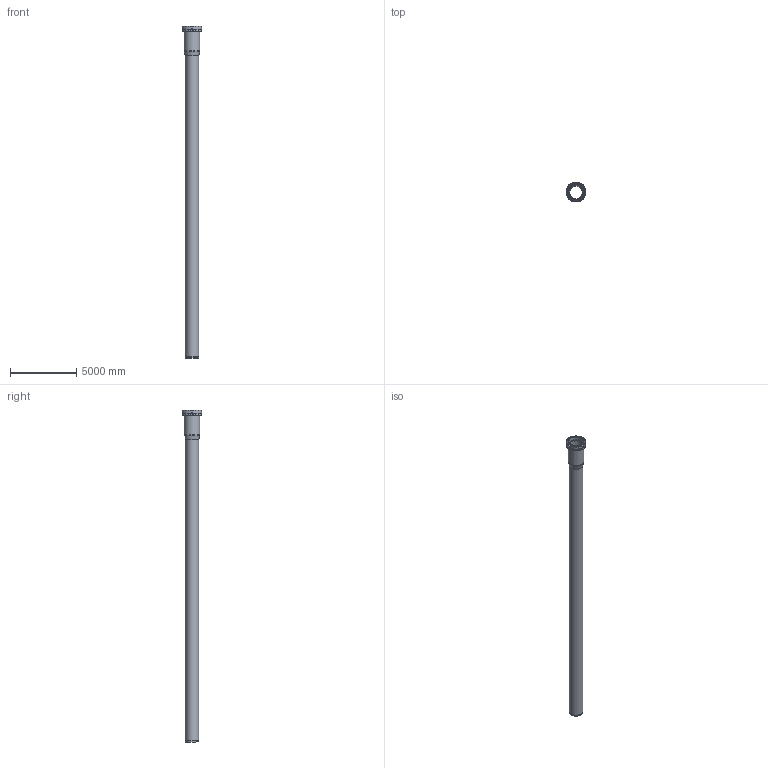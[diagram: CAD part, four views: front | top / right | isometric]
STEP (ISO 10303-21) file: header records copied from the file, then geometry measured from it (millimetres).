
FILE_DESCRIPTION(/* description */ (''),/* implementation_level */ '2;1');
FILE_NAME(/* name */ '16721.100X_3D.stp',/* time_stamp */ '2024-12-12T07:37:42+01:00',/* author */ ('CAD'),/* organization */ (''),/* preprocessor_version */ 'ST-DEVELOPER v20',/* originating_system */ 'AutoCAD Mechanical',/* authorisation */ '');
FILE_SCHEMA (('AUTOMOTIVE_DESIGN { 1 0 10303 214 3 1 1 }'));
Length unit declared in the file: centimetre
Products named in the file (2): Product; *S0
Assembly tree (1 placements, depth 2):
  Product
    *S0
Bounding box: 1500 x 1500 x 25000 mm (x, y, z)
Volume: 1763580693.8 mm3; surface area: 166117951.2 mm2
Topology: 3 solids, 3 shells, 432 faces, 1154 edges, 753 vertices
Faces by surface type: cylinder 173, plane 170, torus 57, cone 32
Full cylindrical faces by diameter (mm): 980 x1, 1020 x1, 1080 x1, 1160 x1, 1200 x1, 1290 x2, 1500 x2
Entity records: 14995 total; most frequent: CARTESIAN_POINT 3974, DIRECTION 2392, ORIENTED_EDGE 2306, EDGE_CURVE 1153, AXIS2_PLACEMENT_3D 947, VERTEX_POINT 751, CIRCLE 512, LINE 498
